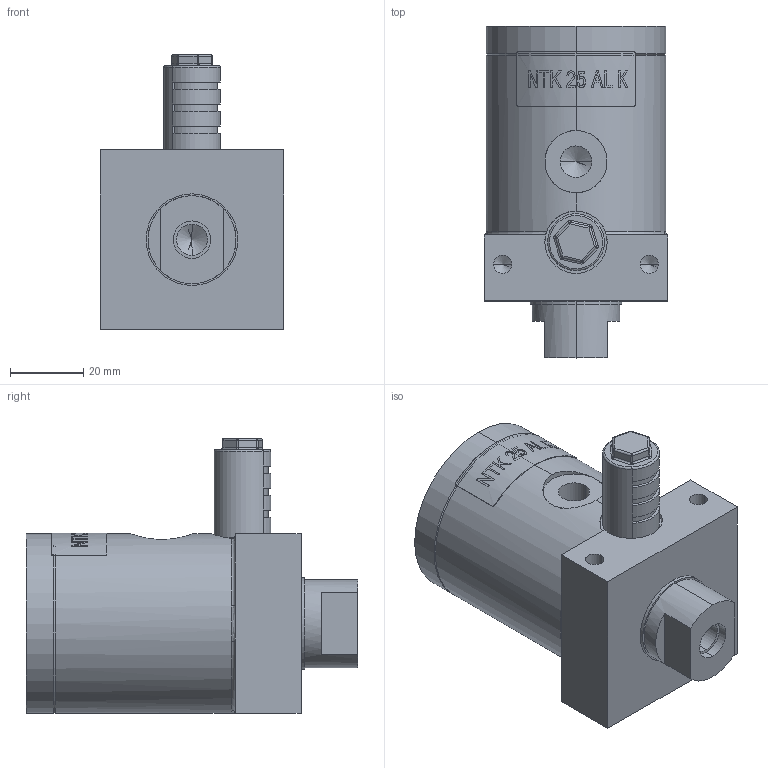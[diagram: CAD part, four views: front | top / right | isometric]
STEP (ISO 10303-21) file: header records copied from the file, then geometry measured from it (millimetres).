
FILE_DESCRIPTION (( 'STEP AP214' ), '1' );
FILE_NAME ('NTK 25 AL K #03325005.STEP', '2022-01-31T15:00:01', ( '' ), ( '' ), 'SwSTEP 2.0', 'SolidWorks 2015', '' );
FILE_SCHEMA (( 'AUTOMOTIVE_DESIGN' ));
Length unit declared in the file: millimetre
Products named in the file (1): NTK 25 AL K #03325005
Bounding box: 50 x 90.5 x 75 mm (x, y, z)
Volume: 136035.5 mm3; surface area: 37074.1 mm2
Topology: 10 solids, 10 shells, 321 faces, 793 edges, 492 vertices
Faces by surface type: cylinder 118, plane 114, cone 46, torus 31, sphere 8, bspline 4
Entity records: 10664 total; most frequent: CARTESIAN_POINT 2629, DIRECTION 1675, ORIENTED_EDGE 1514, EDGE_CURVE 757, AXIS2_PLACEMENT_3D 663, VERTEX_POINT 492, EDGE_LOOP 369, VECTOR 349
